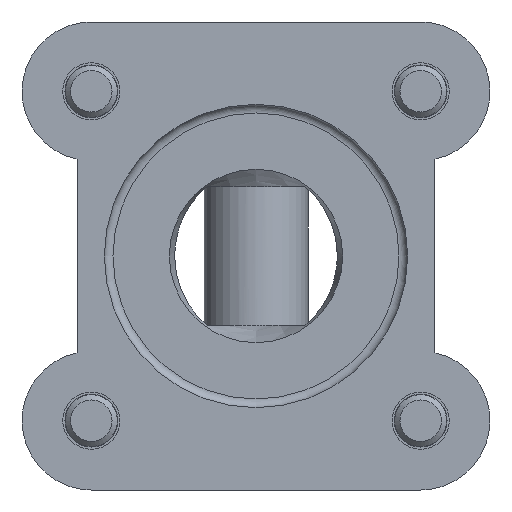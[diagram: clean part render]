
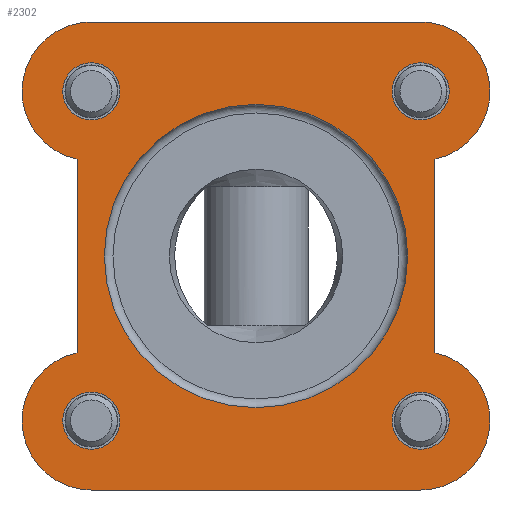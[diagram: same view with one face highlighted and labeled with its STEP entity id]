
A CAD part, front view. The second image highlights one B-rep face of the part: STEP entity #2302.
In plain terms, the highlighted planar face has unit normal (0, -1, 0).
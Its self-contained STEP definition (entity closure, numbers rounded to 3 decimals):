
#193=CIRCLE('',#2524,8.);
#195=CIRCLE('',#2527,8.);
#196=CIRCLE('',#2529,8.);
#197=CIRCLE('',#2531,3.3);
#198=CIRCLE('',#2533,3.3);
#199=CIRCLE('',#2535,3.3);
#201=CIRCLE('',#2538,3.3);
#202=CIRCLE('',#2540,8.);
#203=CIRCLE('',#2543,17.5);
#517=ORIENTED_EDGE('',*,*,#1084,.F.);
#518=ORIENTED_EDGE('',*,*,#1081,.T.);
#519=ORIENTED_EDGE('',*,*,#1079,.T.);
#520=ORIENTED_EDGE('',*,*,#1078,.T.);
#521=ORIENTED_EDGE('',*,*,#1077,.T.);
#522=ORIENTED_EDGE('',*,*,#1026,.F.);
#523=ORIENTED_EDGE('',*,*,#1082,.F.);
#524=ORIENTED_EDGE('',*,*,#973,.F.);
#525=ORIENTED_EDGE('',*,*,#1076,.F.);
#526=ORIENTED_EDGE('',*,*,#1034,.F.);
#527=ORIENTED_EDGE('',*,*,#1075,.F.);
#528=ORIENTED_EDGE('',*,*,#965,.F.);
#529=ORIENTED_EDGE('',*,*,#1073,.F.);
#965=EDGE_CURVE('',#1284,#1285,#1500,.T.);
#973=EDGE_CURVE('',#1292,#1293,#1508,.T.);
#1026=EDGE_CURVE('',#1328,#1329,#1544,.T.);
#1034=EDGE_CURVE('',#1336,#1337,#1552,.T.);
#1073=EDGE_CURVE('',#1329,#1284,#193,.T.);
#1075=EDGE_CURVE('',#1285,#1336,#195,.T.);
#1076=EDGE_CURVE('',#1337,#1292,#196,.T.);
#1077=EDGE_CURVE('',#1361,#1361,#197,.T.);
#1078=EDGE_CURVE('',#1362,#1362,#198,.T.);
#1079=EDGE_CURVE('',#1363,#1363,#199,.T.);
#1081=EDGE_CURVE('',#1365,#1365,#201,.T.);
#1082=EDGE_CURVE('',#1293,#1328,#202,.T.);
#1084=EDGE_CURVE('',#1366,#1366,#203,.T.);
#1284=VERTEX_POINT('',#3564);
#1285=VERTEX_POINT('',#3566);
#1292=VERTEX_POINT('',#3581);
#1293=VERTEX_POINT('',#3583);
#1328=VERTEX_POINT('',#3699);
#1329=VERTEX_POINT('',#3701);
#1336=VERTEX_POINT('',#3716);
#1337=VERTEX_POINT('',#3718);
#1361=VERTEX_POINT('',#3807);
#1362=VERTEX_POINT('',#3810);
#1363=VERTEX_POINT('',#3813);
#1365=VERTEX_POINT('',#3818);
#1366=VERTEX_POINT('',#3825);
#1500=LINE('',#3565,#1682);
#1508=LINE('',#3582,#1690);
#1544=LINE('',#3700,#1726);
#1552=LINE('',#3717,#1734);
#1682=VECTOR('',#2783,1000.);
#1690=VECTOR('',#2793,1000.);
#1726=VECTOR('',#2881,1000.);
#1734=VECTOR('',#2891,1000.);
#1893=EDGE_LOOP('',(#517));
#1894=EDGE_LOOP('',(#518));
#1895=EDGE_LOOP('',(#519));
#1896=EDGE_LOOP('',(#520));
#1897=EDGE_LOOP('',(#521));
#1898=EDGE_LOOP('',(#522,#523,#524,#525,#526,#527,#528,#529));
#2069=FACE_BOUND('',#1893,.T.);
#2070=FACE_BOUND('',#1894,.T.);
#2071=FACE_BOUND('',#1895,.T.);
#2072=FACE_BOUND('',#1896,.T.);
#2073=FACE_BOUND('',#1897,.T.);
#2074=FACE_BOUND('',#1898,.T.);
#2213=PLANE('',#2542);
#2302=ADVANCED_FACE('',(#2069,#2070,#2071,#2072,#2073,#2074),#2213,.F.);
#2524=AXIS2_PLACEMENT_3D('',#3799,#2972,#2973);
#2527=AXIS2_PLACEMENT_3D('',#3802,#2978,#2979);
#2529=AXIS2_PLACEMENT_3D('',#3804,#2982,#2983);
#2531=AXIS2_PLACEMENT_3D('',#3806,#2986,#2987);
#2533=AXIS2_PLACEMENT_3D('',#3809,#2990,#2991);
#2535=AXIS2_PLACEMENT_3D('',#3812,#2994,#2995);
#2538=AXIS2_PLACEMENT_3D('',#3817,#3000,#3001);
#2540=AXIS2_PLACEMENT_3D('',#3820,#3004,#3005);
#2542=AXIS2_PLACEMENT_3D('',#3823,#3009,#3010);
#2543=AXIS2_PLACEMENT_3D('',#3824,#3011,#3012);
#2783=DIRECTION('',(1.,0.,0.));
#2793=DIRECTION('',(-1.,0.,0.));
#2881=DIRECTION('',(0.,0.,1.));
#2891=DIRECTION('',(0.,0.,-1.));
#2972=DIRECTION('',(0.,1.,0.));
#2973=DIRECTION('',(1.,0.,0.));
#2978=DIRECTION('',(0.,1.,0.));
#2979=DIRECTION('',(1.,0.,0.));
#2982=DIRECTION('',(0.,1.,0.));
#2983=DIRECTION('',(1.,0.,0.));
#2986=DIRECTION('',(0.,1.,0.));
#2987=DIRECTION('',(1.,0.,0.));
#2990=DIRECTION('',(0.,1.,0.));
#2991=DIRECTION('',(1.,0.,0.));
#2994=DIRECTION('',(0.,1.,0.));
#2995=DIRECTION('',(1.,0.,0.));
#3000=DIRECTION('',(0.,1.,0.));
#3001=DIRECTION('',(1.,0.,0.));
#3004=DIRECTION('',(0.,1.,0.));
#3005=DIRECTION('',(1.,0.,0.));
#3009=DIRECTION('',(0.,1.,0.));
#3010=DIRECTION('',(0.,0.,1.));
#3011=DIRECTION('',(0.,-1.,0.));
#3012=DIRECTION('',(0.,0.,-1.));
#3564=CARTESIAN_POINT('',(-19.,0.,27.));
#3565=CARTESIAN_POINT('',(-19.,0.,27.));
#3566=CARTESIAN_POINT('',(19.,0.,27.));
#3581=CARTESIAN_POINT('',(19.,0.,-27.));
#3582=CARTESIAN_POINT('',(19.,0.,-27.));
#3583=CARTESIAN_POINT('',(-19.,0.,-27.));
#3699=CARTESIAN_POINT('',(-20.65,0.,-11.172));
#3700=CARTESIAN_POINT('',(-20.65,0.,-11.172));
#3701=CARTESIAN_POINT('',(-20.65,0.,11.172));
#3716=CARTESIAN_POINT('',(20.65,0.,11.172));
#3717=CARTESIAN_POINT('',(20.65,0.,11.172));
#3718=CARTESIAN_POINT('',(20.65,0.,-11.172));
#3799=CARTESIAN_POINT('',(-19.,0.,19.));
#3802=CARTESIAN_POINT('',(19.,0.,19.));
#3804=CARTESIAN_POINT('',(19.,0.,-19.));
#3806=CARTESIAN_POINT('',(19.,0.,-19.));
#3807=CARTESIAN_POINT('',(22.3,0.,-19.));
#3809=CARTESIAN_POINT('',(19.,0.,19.));
#3810=CARTESIAN_POINT('',(22.3,0.,19.));
#3812=CARTESIAN_POINT('',(-19.,0.,-19.));
#3813=CARTESIAN_POINT('',(-15.7,0.,-19.));
#3817=CARTESIAN_POINT('',(-19.,0.,19.));
#3818=CARTESIAN_POINT('',(-15.7,0.,19.));
#3820=CARTESIAN_POINT('',(-19.,0.,-19.));
#3823=CARTESIAN_POINT('',(-19.,0.,19.));
#3824=CARTESIAN_POINT('',(0.,0.,0.));
#3825=CARTESIAN_POINT('',(0.,0.,-17.5));
